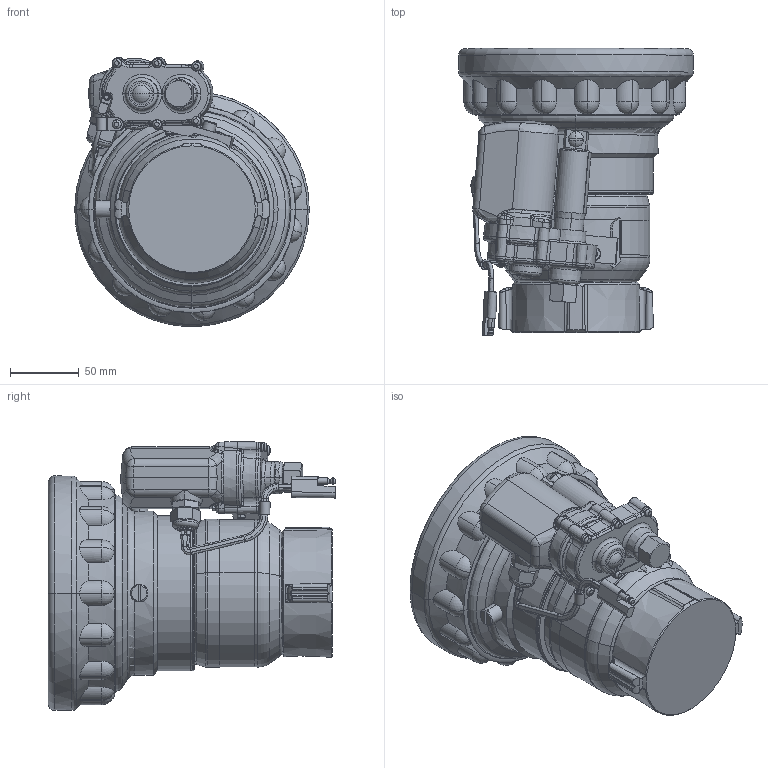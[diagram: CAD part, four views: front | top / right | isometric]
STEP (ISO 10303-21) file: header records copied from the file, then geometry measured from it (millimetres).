
FILE_DESCRIPTION (( 'STEP AP214' ), '1' );
FILE_NAME ('Sm1250E.STEP', '2013-11-15T17:39:37', ( 'eb' ), ( '' ), 'SwSTEP 2.0', 'SolidWorks 2013', '' );
FILE_SCHEMA (( 'AUTOMOTIVE_DESIGN' ));
Length unit declared in the file: inch
Products named in the file (1): Sm1250E
Bounding box: 170.48 x 208.71 x 195.47 mm (x, y, z)
Volume: 2749189.7 mm3; surface area: 164904.4 mm2
Topology: 1 solids, 1 shells, 915 faces, 2306 edges, 1395 vertices
Faces by surface type: plane 228, bspline 183, cylinder 173, cone 160, torus 118, sphere 53
Entity records: 36885 total; most frequent: CARTESIAN_POINT 16461, ORIENTED_EDGE 4574, DIRECTION 4002, EDGE_CURVE 2287, AXIS2_PLACEMENT_3D 1692, VERTEX_POINT 1395, CIRCLE 959, EDGE_LOOP 946
